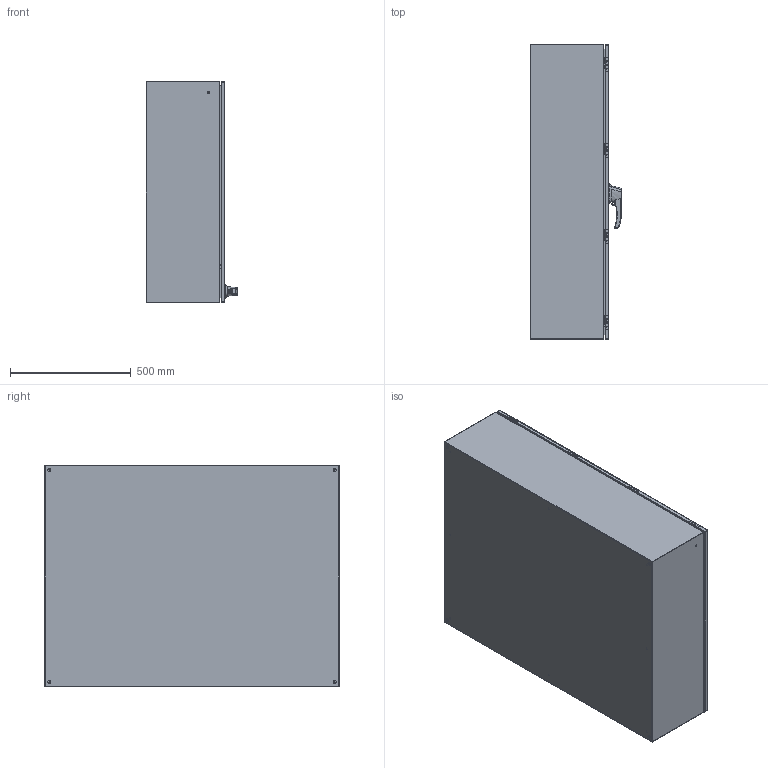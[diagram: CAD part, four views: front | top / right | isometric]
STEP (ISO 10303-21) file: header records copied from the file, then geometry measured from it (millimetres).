
FILE_DESCRIPTION (( 'STEP AP214' ), '1' );
FILE_NAME ('EN4SD483612SSWH.STEP', '2019-10-02T21:55:09', ( '' ), ( '' ), 'SwSTEP 2.0', 'SolidWorks 2018', '' );
FILE_SCHEMA (( 'AUTOMOTIVE_DESIGN' ));
Length unit declared in the file: inch
Products named in the file (1): EN4SD483612SSWH
Bounding box: 379.93 x 1219.2 x 914.4 mm (x, y, z)
Volume: 7594458.4 mm3; surface area: 8231980.7 mm2
Topology: 68 solids, 69 shells, 1787 faces, 4241 edges, 2654 vertices
Faces by surface type: plane 779, cylinder 667, bspline 224, cone 67, torus 50
Entity records: 116211 total; most frequent: CARTESIAN_POINT 52306, ORIENTED_EDGE 8424, DIRECTION 7910, EDGE_CURVE 4212, AXIS2_PLACEMENT_3D 2841, VERTEX_POINT 2654, VECTOR 2228, LINE 2228
